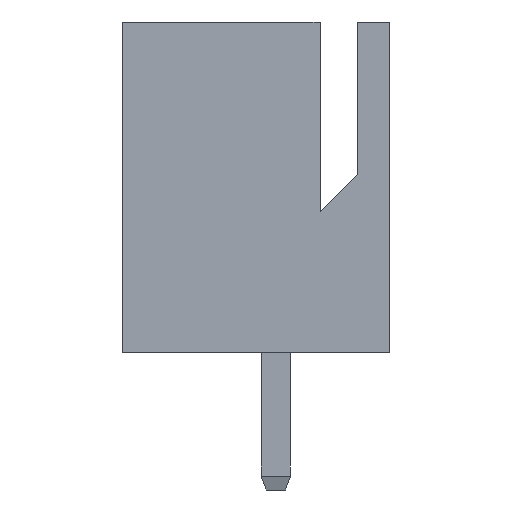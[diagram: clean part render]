
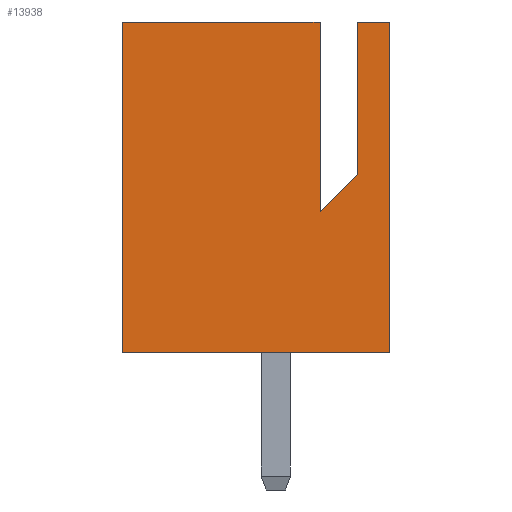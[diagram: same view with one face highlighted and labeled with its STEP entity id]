
A CAD part, left-side view. The second image highlights one B-rep face of the part: STEP entity #13938.
In plain terms, the highlighted planar face has unit normal (-1, 0, 0).
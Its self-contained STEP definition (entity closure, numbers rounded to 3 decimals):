
#793=ORIENTED_EDGE('',*,*,#3553,.T.);
#794=ORIENTED_EDGE('',*,*,#3554,.T.);
#795=ORIENTED_EDGE('',*,*,#3555,.T.);
#796=ORIENTED_EDGE('',*,*,#3300,.T.);
#797=ORIENTED_EDGE('',*,*,#3552,.F.);
#798=ORIENTED_EDGE('',*,*,#3307,.F.);
#799=ORIENTED_EDGE('',*,*,#3211,.T.);
#800=ORIENTED_EDGE('',*,*,#3556,.T.);
#3211=EDGE_CURVE('',#4642,#4641,#5533,.T.);
#3300=EDGE_CURVE('',#4665,#4726,#5622,.T.);
#3307=EDGE_CURVE('',#4642,#4732,#5629,.T.);
#3552=EDGE_CURVE('',#4732,#4726,#5874,.T.);
#3553=EDGE_CURVE('',#4915,#4916,#5875,.T.);
#3554=EDGE_CURVE('',#4916,#4917,#5876,.T.);
#3555=EDGE_CURVE('',#4917,#4665,#5877,.T.);
#3556=EDGE_CURVE('',#4641,#4915,#5878,.T.);
#4641=VERTEX_POINT('',#17376);
#4642=VERTEX_POINT('',#17378);
#4665=VERTEX_POINT('',#17432);
#4726=VERTEX_POINT('',#17555);
#4732=VERTEX_POINT('',#17570);
#4915=VERTEX_POINT('',#18045);
#4916=VERTEX_POINT('',#18046);
#4917=VERTEX_POINT('',#18048);
#5533=LINE('',#17377,#6699);
#5622=LINE('',#17556,#6788);
#5629=LINE('',#17569,#6795);
#5874=LINE('',#18042,#7040);
#5875=LINE('',#18044,#7041);
#5876=LINE('',#18047,#7042);
#5877=LINE('',#18049,#7043);
#5878=LINE('',#18050,#7044);
#6699=VECTOR('',#15083,1000.);
#6788=VECTOR('',#15182,1000.);
#6795=VECTOR('',#15191,1000.);
#7040=VECTOR('',#15526,1000.);
#7041=VECTOR('',#15529,1000.);
#7042=VECTOR('',#15530,1000.);
#7043=VECTOR('',#15531,1000.);
#7044=VECTOR('',#15532,1000.);
#7912=EDGE_LOOP('',(#793,#794,#795,#796,#797,#798,#799,#800));
#8544=FACE_BOUND('',#7912,.T.);
#9176=PLANE('',#14563);
#13938=ADVANCED_FACE('',(#8544),#9176,.T.);
#14563=AXIS2_PLACEMENT_3D('',#18043,#15527,#15528);
#15083=DIRECTION('',(0.,1.,0.));
#15182=DIRECTION('',(0.,0.,-1.));
#15191=DIRECTION('',(0.,0.,-1.));
#15526=DIRECTION('',(0.,1.,0.));
#15527=DIRECTION('',(-1.,0.,0.));
#15528=DIRECTION('',(0.,0.,1.));
#15529=DIRECTION('',(0.,0.707,-0.707));
#15530=DIRECTION('',(0.,0.,1.));
#15531=DIRECTION('',(0.,1.,0.));
#15532=DIRECTION('',(0.,0.,-1.));
#17376=CARTESIAN_POINT('',(-21.087,-1.778,7.214));
#17377=CARTESIAN_POINT('',(-21.087,-2.489,7.214));
#17378=CARTESIAN_POINT('',(-21.087,-2.489,7.214));
#17432=CARTESIAN_POINT('',(-21.087,3.353,7.214));
#17555=CARTESIAN_POINT('',(-21.087,3.353,0.));
#17556=CARTESIAN_POINT('',(-21.087,3.353,0.711));
#17569=CARTESIAN_POINT('',(-21.087,-2.489,0.711));
#17570=CARTESIAN_POINT('',(-21.087,-2.489,0.));
#18042=CARTESIAN_POINT('',(-21.087,-2.489,0.));
#18043=CARTESIAN_POINT('',(-21.087,-2.489,0.711));
#18044=CARTESIAN_POINT('',(-21.087,-1.778,3.886));
#18045=CARTESIAN_POINT('',(-21.087,-1.778,3.886));
#18046=CARTESIAN_POINT('',(-21.087,-0.965,3.073));
#18047=CARTESIAN_POINT('',(-21.087,-0.965,3.073));
#18048=CARTESIAN_POINT('',(-21.087,-0.965,7.214));
#18049=CARTESIAN_POINT('',(-21.087,-2.489,7.214));
#18050=CARTESIAN_POINT('',(-21.087,-1.778,7.214));
